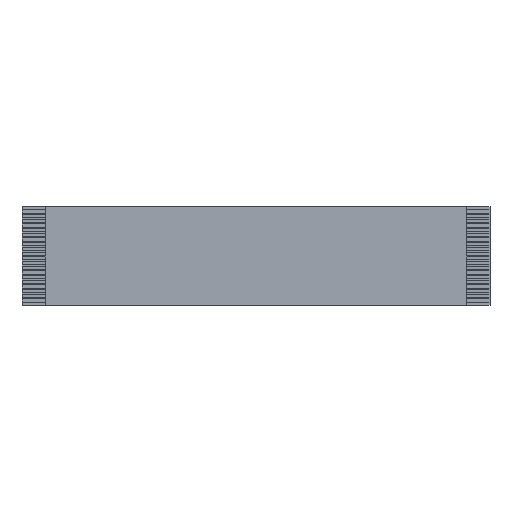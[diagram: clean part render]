
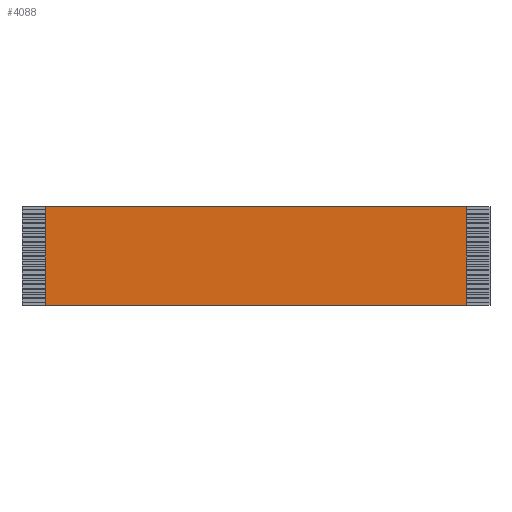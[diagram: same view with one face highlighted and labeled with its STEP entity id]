
A CAD part, top view. The second image highlights one B-rep face of the part: STEP entity #4088.
In plain terms, the highlighted planar face has unit normal (0, 0, 1).
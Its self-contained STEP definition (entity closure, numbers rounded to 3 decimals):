
#869=ORIENTED_EDGE('',*,*,#1237,.T.);
#870=ORIENTED_EDGE('',*,*,#1362,.F.);
#871=ORIENTED_EDGE('',*,*,#1234,.F.);
#872=ORIENTED_EDGE('',*,*,#1361,.T.);
#1234=EDGE_CURVE('',#1627,#1628,#1948,.T.);
#1237=EDGE_CURVE('',#1630,#1629,#1951,.T.);
#1361=EDGE_CURVE('',#1627,#1630,#2075,.T.);
#1362=EDGE_CURVE('',#1628,#1629,#2076,.T.);
#1627=VERTEX_POINT('',#5602);
#1628=VERTEX_POINT('',#5604);
#1629=VERTEX_POINT('',#5608);
#1630=VERTEX_POINT('',#5610);
#1948=LINE('',#5603,#2394);
#1951=LINE('',#5609,#2397);
#2075=LINE('',#5819,#2521);
#2076=LINE('',#5821,#2522);
#2394=VECTOR('',#4661,1000.);
#2397=VECTOR('',#4666,1000.);
#2521=VECTOR('',#4960,1000.);
#2522=VECTOR('',#4963,1000.);
#2661=EDGE_LOOP('',(#869,#870,#871,#872));
#2801=FACE_BOUND('',#2661,.T.);
#2941=PLANE('',#4235);
#4088=ADVANCED_FACE('',(#2801),#2941,.F.);
#4235=AXIS2_PLACEMENT_3D('',#5820,#4961,#4962);
#4661=DIRECTION('',(1.,0.,0.));
#4666=DIRECTION('',(1.,0.,0.));
#4960=DIRECTION('',(0.,-1.,0.));
#4961=DIRECTION('',(0.,0.,-1.));
#4962=DIRECTION('',(-1.,0.,0.));
#4963=DIRECTION('',(0.,-1.,0.));
#5602=CARTESIAN_POINT('',(-45.,10.5,0.138));
#5603=CARTESIAN_POINT('',(-45.,10.5,0.138));
#5604=CARTESIAN_POINT('',(45.,10.5,0.138));
#5608=CARTESIAN_POINT('',(45.,-10.5,0.138));
#5609=CARTESIAN_POINT('',(-45.,-10.5,0.138));
#5610=CARTESIAN_POINT('',(-45.,-10.5,0.138));
#5819=CARTESIAN_POINT('',(-45.,10.5,0.138));
#5820=CARTESIAN_POINT('',(-45.,10.5,0.138));
#5821=CARTESIAN_POINT('',(45.,10.5,0.138));
